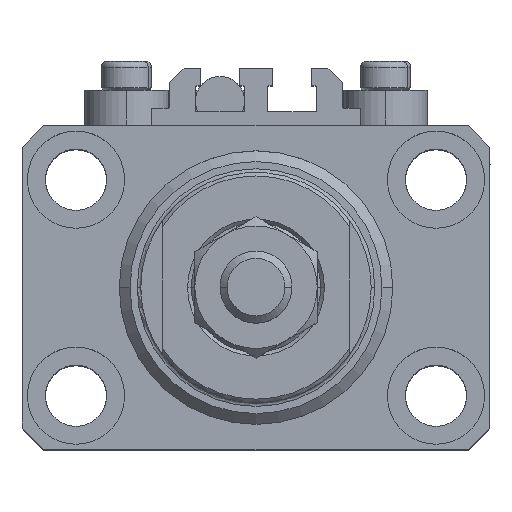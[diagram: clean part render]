
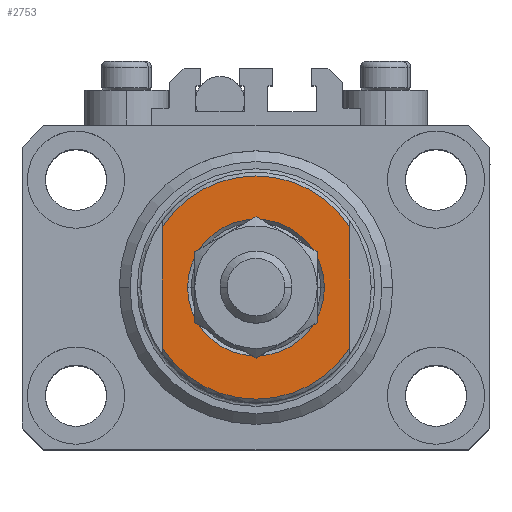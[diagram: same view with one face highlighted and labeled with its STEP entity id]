
A CAD part, top view. The second image highlights one B-rep face of the part: STEP entity #2753.
In plain terms, the highlighted face is planar.
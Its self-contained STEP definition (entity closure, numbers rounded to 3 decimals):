
#1841 = LINE ( 'NONE', #17269, #30890 ) ;
#2074 = AXIS2_PLACEMENT_3D ( 'NONE', #28548, #16420, #5527 ) ;
#2753 = ADVANCED_FACE ( 'NONE', ( #37035, #2865 ), #33241, .T. ) ;
#2865 = FACE_OUTER_BOUND ( 'NONE', #49025, .T. ) ;
#2893 = CARTESIAN_POINT ( 'NONE',  ( -9.5, 0., -6.5 ) ) ;
#4848 = AXIS2_PLACEMENT_3D ( 'NONE', #37129, #22191, #22424 ) ;
#5343 = VERTEX_POINT ( 'NONE', #2893 ) ;
#5527 = DIRECTION ( 'NONE',  ( -1., 0., 0. ) ) ;
#7274 = CIRCLE ( 'NONE', #4848, 9.5 ) ;
#7748 = EDGE_LOOP ( 'NONE', ( #33336, #7826 ) ) ;
#7826 = ORIENTED_EDGE ( 'NONE', *, *, #27989, .T. ) ;
#9200 = VERTEX_POINT ( 'NONE', #9204 ) ;
#9204 = CARTESIAN_POINT ( 'NONE',  ( 9.5, 0., -6.5 ) ) ;
#10199 = CARTESIAN_POINT ( 'NONE',  ( 13., -43.081, -6.5 ) ) ;
#10871 = AXIS2_PLACEMENT_3D ( 'NONE', #18298, #41820, #48696 ) ;
#11097 = AXIS2_PLACEMENT_3D ( 'NONE', #32895, #13670, #40489 ) ;
#12220 = EDGE_CURVE ( 'NONE', #5343, #9200, #7274, .T. ) ;
#12263 = AXIS2_PLACEMENT_3D ( 'NONE', #19097, #30730, #14552 ) ;
#13670 = DIRECTION ( 'NONE',  ( 0., 0., -1. ) ) ;
#14552 = DIRECTION ( 'NONE',  ( -1., 0., 0. ) ) ;
#14746 = EDGE_CURVE ( 'NONE', #33880, #46540, #16305, .T. ) ;
#16305 = CIRCLE ( 'NONE', #12263, 15.5 ) ;
#16420 = DIRECTION ( 'NONE',  ( 0., 0., 1. ) ) ;
#17269 = CARTESIAN_POINT ( 'NONE',  ( -13., -43.081, -6.5 ) ) ;
#18298 = CARTESIAN_POINT ( 'NONE',  ( 0., 0., -6.5 ) ) ;
#19097 = CARTESIAN_POINT ( 'NONE',  ( 0., 0., -6.5 ) ) ;
#19480 = ORIENTED_EDGE ( 'NONE', *, *, #46349, .F. ) ;
#19984 = CIRCLE ( 'NONE', #11097, 15.5 ) ;
#21005 = VERTEX_POINT ( 'NONE', #25360 ) ;
#22191 = DIRECTION ( 'NONE',  ( 0., 0., 1. ) ) ;
#22424 = DIRECTION ( 'NONE',  ( -1., 0., 0. ) ) ;
#25360 = CARTESIAN_POINT ( 'NONE',  ( 13., -8.441, -6.5 ) ) ;
#27989 = EDGE_CURVE ( 'NONE', #9200, #5343, #33569, .T. ) ;
#28548 = CARTESIAN_POINT ( 'NONE',  ( 0., 0., -6.5 ) ) ;
#30730 = DIRECTION ( 'NONE',  ( 0., 0., -1. ) ) ;
#30761 = ORIENTED_EDGE ( 'NONE', *, *, #14746, .T. ) ;
#30890 = VECTOR ( 'NONE', #48161, 1000. ) ;
#32129 = EDGE_CURVE ( 'NONE', #21005, #41176, #19984, .T. ) ;
#32895 = CARTESIAN_POINT ( 'NONE',  ( 0., 0., -6.5 ) ) ;
#33241 = PLANE ( 'NONE',  #10871 ) ;
#33336 = ORIENTED_EDGE ( 'NONE', *, *, #12220, .T. ) ;
#33569 = CIRCLE ( 'NONE', #2074, 9.5 ) ;
#33880 = VERTEX_POINT ( 'NONE', #49472 ) ;
#35464 = ORIENTED_EDGE ( 'NONE', *, *, #45380, .T. ) ;
#36492 = VECTOR ( 'NONE', #37012, 1000. ) ;
#37012 = DIRECTION ( 'NONE',  ( 0., -1., 0. ) ) ;
#37035 = FACE_BOUND ( 'NONE', #7748, .T. ) ;
#37129 = CARTESIAN_POINT ( 'NONE',  ( 0., 0., -6.5 ) ) ;
#37226 = CARTESIAN_POINT ( 'NONE',  ( -13., -8.441, -6.5 ) ) ;
#37858 = ORIENTED_EDGE ( 'NONE', *, *, #32129, .T. ) ;
#40489 = DIRECTION ( 'NONE',  ( -1., 0., 0. ) ) ;
#41176 = VERTEX_POINT ( 'NONE', #37226 ) ;
#41820 = DIRECTION ( 'NONE',  ( 0., 0., -1. ) ) ;
#44795 = CARTESIAN_POINT ( 'NONE',  ( 13., 8.441, -6.5 ) ) ;
#45380 = EDGE_CURVE ( 'NONE', #46540, #21005, #48179, .T. ) ;
#46349 = EDGE_CURVE ( 'NONE', #33880, #41176, #1841, .T. ) ;
#46540 = VERTEX_POINT ( 'NONE', #44795 ) ;
#48161 = DIRECTION ( 'NONE',  ( 0., -1., 0. ) ) ;
#48179 = LINE ( 'NONE', #10199, #36492 ) ;
#48696 = DIRECTION ( 'NONE',  ( -1., 0., 0. ) ) ;
#49025 = EDGE_LOOP ( 'NONE', ( #30761, #35464, #37858, #19480 ) ) ;
#49472 = CARTESIAN_POINT ( 'NONE',  ( -13., 8.441, -6.5 ) ) ;
